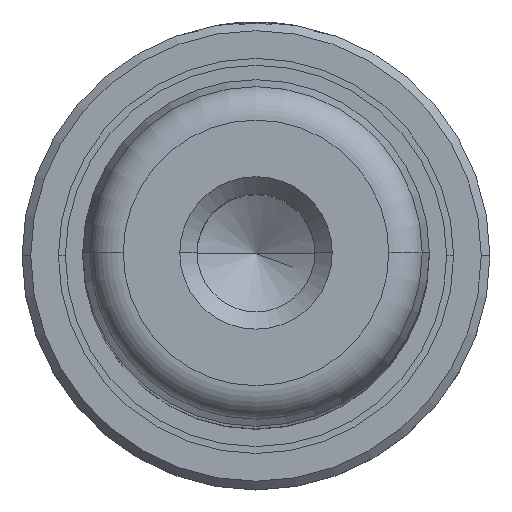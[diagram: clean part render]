
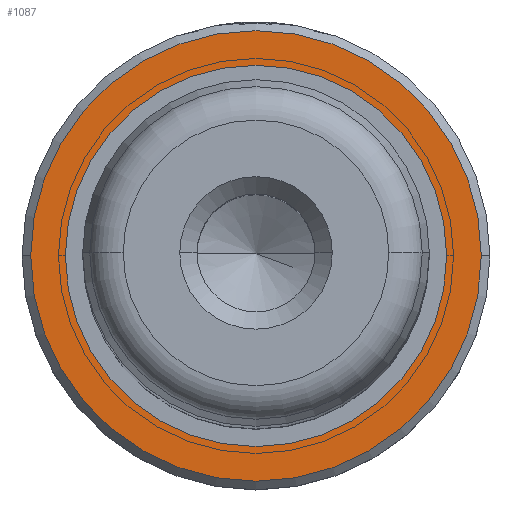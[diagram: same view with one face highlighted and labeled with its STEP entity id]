
A CAD part, top view. The second image highlights one B-rep face of the part: STEP entity #1087.
In plain terms, the highlighted planar face has unit normal (0, 0, 1).
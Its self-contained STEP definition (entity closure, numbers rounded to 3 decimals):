
#67 = ORIENTED_EDGE ( 'NONE', *, *, #2020, .T. ) ;
#78 = VERTEX_POINT ( 'NONE', #905 ) ;
#120 = DIRECTION ( 'NONE',  ( -1., 0., 0. ) ) ;
#123 = DIRECTION ( 'NONE',  ( 0., 0., -1. ) ) ;
#126 = CARTESIAN_POINT ( 'NONE',  ( 0., 0., 80. ) ) ;
#217 = AXIS2_PLACEMENT_3D ( 'NONE', #1856, #1851, #1845 ) ;
#340 = EDGE_CURVE ( 'NONE', #78, #2336, #2054, .T. ) ;
#625 = CARTESIAN_POINT ( 'NONE',  ( -13., 0., 80. ) ) ;
#671 = ORIENTED_EDGE ( 'NONE', *, *, #1779, .T. ) ;
#674 = DIRECTION ( 'NONE',  ( -1., 0., 0. ) ) ;
#679 = DIRECTION ( 'NONE',  ( 0., 0., 1. ) ) ;
#683 = CARTESIAN_POINT ( 'NONE',  ( 0., 0., 80. ) ) ;
#789 = AXIS2_PLACEMENT_3D ( 'NONE', #683, #679, #674 ) ;
#832 = CIRCLE ( 'NONE', #1611, 11. ) ;
#887 = EDGE_LOOP ( 'NONE', ( #67, #2365 ) ) ;
#905 = CARTESIAN_POINT ( 'NONE',  ( 13., 0., 80. ) ) ;
#971 = FACE_OUTER_BOUND ( 'NONE', #887, .T. ) ;
#987 = DIRECTION ( 'NONE',  ( -1., 0., 0. ) ) ;
#1006 = DIRECTION ( 'NONE',  ( 0., 0., 1. ) ) ;
#1030 = CARTESIAN_POINT ( 'NONE',  ( 0., 0., 80. ) ) ;
#1087 = ADVANCED_FACE ( 'NONE', ( #2292, #971 ), #2101, .F. ) ;
#1170 = EDGE_LOOP ( 'NONE', ( #671, #1776 ) ) ;
#1193 = EDGE_CURVE ( 'NONE', #1262, #1398, #2134, .T. ) ;
#1250 = AXIS2_PLACEMENT_3D ( 'NONE', #1030, #1006, #987 ) ;
#1262 = VERTEX_POINT ( 'NONE', #1726 ) ;
#1266 = CIRCLE ( 'NONE', #1250, 13. ) ;
#1398 = VERTEX_POINT ( 'NONE', #1402 ) ;
#1402 = CARTESIAN_POINT ( 'NONE',  ( -11., 0., 80. ) ) ;
#1611 = AXIS2_PLACEMENT_3D ( 'NONE', #126, #123, #120 ) ;
#1726 = CARTESIAN_POINT ( 'NONE',  ( 11., 0., 80. ) ) ;
#1776 = ORIENTED_EDGE ( 'NONE', *, *, #1193, .T. ) ;
#1779 = EDGE_CURVE ( 'NONE', #1398, #1262, #832, .T. ) ;
#1845 = DIRECTION ( 'NONE',  ( -1., 0., 0. ) ) ;
#1851 = DIRECTION ( 'NONE',  ( 0., 0., -1. ) ) ;
#1856 = CARTESIAN_POINT ( 'NONE',  ( 0., 0., 80. ) ) ;
#2010 = AXIS2_PLACEMENT_3D ( 'NONE', #2060, #2059, #2056 ) ;
#2020 = EDGE_CURVE ( 'NONE', #2336, #78, #1266, .T. ) ;
#2054 = CIRCLE ( 'NONE', #789, 13. ) ;
#2056 = DIRECTION ( 'NONE',  ( -1., 0., 0. ) ) ;
#2059 = DIRECTION ( 'NONE',  ( 0., 0., -1. ) ) ;
#2060 = CARTESIAN_POINT ( 'NONE',  ( 10., 0., 80. ) ) ;
#2101 = PLANE ( 'NONE',  #2010 ) ;
#2134 = CIRCLE ( 'NONE', #217, 11. ) ;
#2292 = FACE_BOUND ( 'NONE', #1170, .T. ) ;
#2336 = VERTEX_POINT ( 'NONE', #625 ) ;
#2365 = ORIENTED_EDGE ( 'NONE', *, *, #340, .T. ) ;
